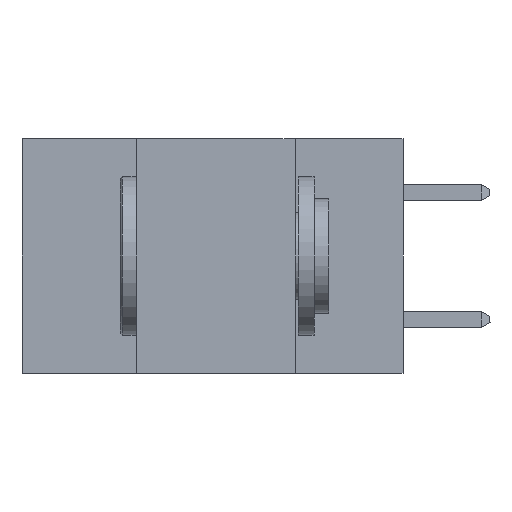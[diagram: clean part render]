
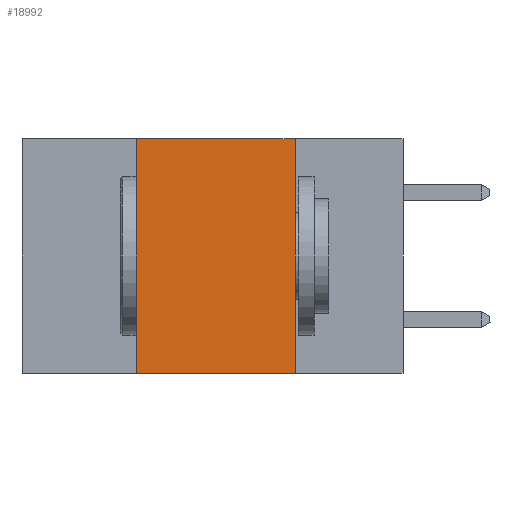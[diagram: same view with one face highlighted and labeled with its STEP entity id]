
A CAD part, left-side view. The second image highlights one B-rep face of the part: STEP entity #18992.
In plain terms, the highlighted planar face has unit normal (-1, 0, 0).
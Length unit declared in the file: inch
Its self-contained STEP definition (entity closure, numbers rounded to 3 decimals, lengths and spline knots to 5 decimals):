
#225 = DIRECTION ( 'NONE',  ( 0., -1., 0. ) ) ;
#282 = CARTESIAN_POINT ( 'NONE',  ( 0., 0.6, 0. ) ) ;
#350 = VERTEX_POINT ( 'NONE', #15059 ) ;
#702 = PLANE ( 'NONE',  #10853 ) ;
#939 = ORIENTED_EDGE ( 'NONE', *, *, #20886, .T. ) ;
#1658 = LINE ( 'NONE', #20248, #16781 ) ;
#2931 = CARTESIAN_POINT ( 'NONE',  ( 0., 0.17, 0. ) ) ;
#2985 = FACE_OUTER_BOUND ( 'NONE', #14984, .T. ) ;
#4017 = LINE ( 'NONE', #22626, #18876 ) ;
#5319 = CARTESIAN_POINT ( 'NONE',  ( 0., 0.42, 0. ) ) ;
#5408 = EDGE_CURVE ( 'NONE', #8085, #8540, #20447, .T. ) ;
#5694 = ORIENTED_EDGE ( 'NONE', *, *, #9860, .F. ) ;
#6107 = DIRECTION ( 'NONE',  ( 0., 0., -1. ) ) ;
#7776 = EDGE_CURVE ( 'NONE', #8540, #350, #1658, .T. ) ;
#7858 = LINE ( 'NONE', #11810, #14503 ) ;
#8085 = VERTEX_POINT ( 'NONE', #5319 ) ;
#8540 = VERTEX_POINT ( 'NONE', #2931 ) ;
#9860 = EDGE_CURVE ( 'NONE', #20756, #8085, #7858, .T. ) ;
#9979 = DIRECTION ( 'NONE',  ( 0., 0., -1. ) ) ;
#10853 = AXIS2_PLACEMENT_3D ( 'NONE', #14749, #11204, #6107 ) ;
#11204 = DIRECTION ( 'NONE',  ( 1., 0., 0. ) ) ;
#11568 = DIRECTION ( 'NONE',  ( 0., 0., 1. ) ) ;
#11810 = CARTESIAN_POINT ( 'NONE',  ( 0., 0.42, 0. ) ) ;
#12104 = CARTESIAN_POINT ( 'NONE',  ( 0., 0.42, -0.37 ) ) ;
#13464 = ORIENTED_EDGE ( 'NONE', *, *, #7776, .F. ) ;
#14487 = DIRECTION ( 'NONE',  ( 0., -1., 0. ) ) ;
#14503 = VECTOR ( 'NONE', #11568, 39.37008 ) ;
#14749 = CARTESIAN_POINT ( 'NONE',  ( 0., 0.6, 0. ) ) ;
#14984 = EDGE_LOOP ( 'NONE', ( #13464, #19024, #5694, #939 ) ) ;
#15059 = CARTESIAN_POINT ( 'NONE',  ( 0., 0.17, -0.37 ) ) ;
#16612 = VECTOR ( 'NONE', #14487, 39.37008 ) ;
#16781 = VECTOR ( 'NONE', #9979, 39.37008 ) ;
#18876 = VECTOR ( 'NONE', #225, 39.37008 ) ;
#18992 = ADVANCED_FACE ( 'NONE', ( #2985 ), #702, .F. ) ;
#19024 = ORIENTED_EDGE ( 'NONE', *, *, #5408, .F. ) ;
#20248 = CARTESIAN_POINT ( 'NONE',  ( 0., 0.17, 0. ) ) ;
#20447 = LINE ( 'NONE', #282, #16612 ) ;
#20756 = VERTEX_POINT ( 'NONE', #12104 ) ;
#20886 = EDGE_CURVE ( 'NONE', #20756, #350, #4017, .T. ) ;
#22626 = CARTESIAN_POINT ( 'NONE',  ( 0., 0.6, -0.37 ) ) ;
